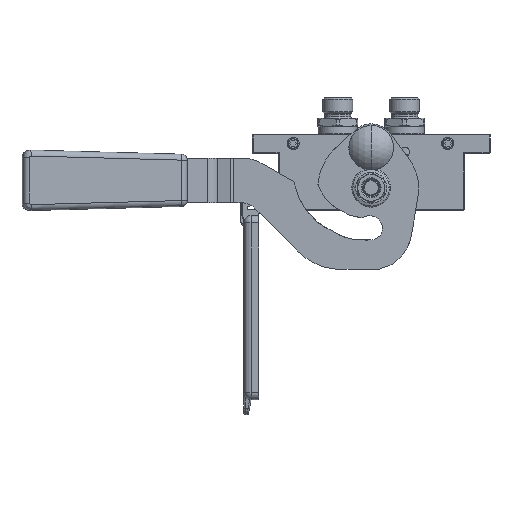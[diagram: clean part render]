
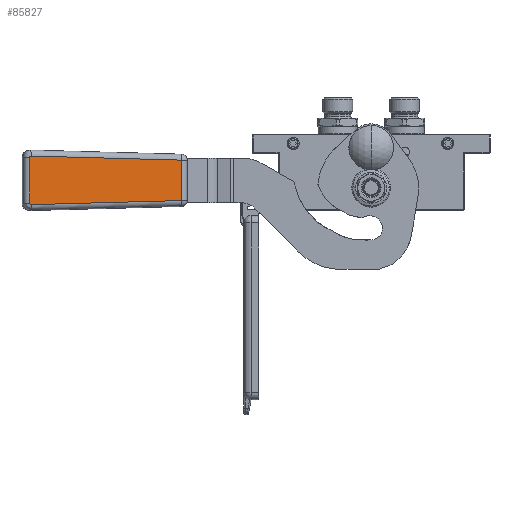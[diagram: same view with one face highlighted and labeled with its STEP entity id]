
A CAD part, front view. The second image highlights one B-rep face of the part: STEP entity #85827.
In plain terms, the highlighted face is planar.
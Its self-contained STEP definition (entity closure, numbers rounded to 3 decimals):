
#5401 = CARTESIAN_POINT ( 'NONE',  ( -13.607, 14.553, -107.054 ) ) ;
#5586 = VERTEX_POINT ( 'NONE', #5401 ) ;
#6434 = VECTOR ( 'NONE', #29040, 1000. ) ;
#7048 = VERTEX_POINT ( 'NONE', #91391 ) ;
#7737 = ORIENTED_EDGE ( 'NONE', *, *, #32115, .F. ) ;
#8552 = EDGE_CURVE ( 'NONE', #35767, #35464, #45330, .T. ) ;
#8562 = CARTESIAN_POINT ( 'NONE',  ( 16.209, 15.939, -4.509 ) ) ;
#10988 = CARTESIAN_POINT ( 'NONE',  ( -16.363, 15.931, -5.081 ) ) ;
#12217 = DIRECTION ( 'NONE',  ( 0., -0.014, -1. ) ) ;
#12262 = DIRECTION ( 'NONE',  ( 0.027, -0.014, -1. ) ) ;
#12635 = CARTESIAN_POINT ( 'NONE',  ( 15.363, 15.945, -4.054 ) ) ;
#13444 = LINE ( 'NONE', #95515, #6434 ) ;
#14351 = CARTESIAN_POINT ( 'NONE',  ( -16.301, 15.937, -4.688 ) ) ;
#15362 = ORIENTED_EDGE ( 'NONE', *, *, #82019, .F. ) ;
#16201 = EDGE_LOOP ( 'NONE', ( #7737, #15362, #27734, #18708, #58267, #33746 ) ) ;
#16327 = FACE_OUTER_BOUND ( 'NONE', #16201, .T. ) ;
#18708 = ORIENTED_EDGE ( 'NONE', *, *, #95113, .F. ) ;
#19896 = EDGE_CURVE ( 'NONE', #7048, #35767, #60599, .T. ) ;
#20308 = VERTEX_POINT ( 'NONE', #71142 ) ;
#20878 = VECTOR ( 'NONE', #94578, 1000. ) ;
#21926 = CARTESIAN_POINT ( 'NONE',  ( -16.355, 15.934, -4.882 ) ) ;
#24901 = CARTESIAN_POINT ( 'NONE',  ( 16.363, 15.931, -5.081 ) ) ;
#25401 = AXIS2_PLACEMENT_3D ( 'NONE', #55956, #41322, #12217 ) ;
#26294 = PLANE ( 'NONE',  #25401 ) ;
#27734 = ORIENTED_EDGE ( 'NONE', *, *, #79153, .F. ) ;
#29040 = DIRECTION ( 'NONE',  ( 1., 0., 0. ) ) ;
#29426 = CARTESIAN_POINT ( 'NONE',  ( -16.364, 15.932, -5.014 ) ) ;
#32115 = EDGE_CURVE ( 'NONE', #5586, #7048, #13444, .T. ) ;
#32421 = CARTESIAN_POINT ( 'NONE',  ( 16.355, 15.934, -4.882 ) ) ;
#32757 = CARTESIAN_POINT ( 'NONE',  ( 15.754, 15.944, -4.127 ) ) ;
#33746 = ORIENTED_EDGE ( 'NONE', *, *, #19896, .F. ) ;
#35464 = VERTEX_POINT ( 'NONE', #12635 ) ;
#35767 = VERTEX_POINT ( 'NONE', #60531 ) ;
#37570 = CARTESIAN_POINT ( 'NONE',  ( -15.754, 15.944, -4.127 ) ) ;
#41322 = DIRECTION ( 'NONE',  ( 0., -1., 0.014 ) ) ;
#41536 = CARTESIAN_POINT ( 'NONE',  ( 15.562, 15.945, -4.067 ) ) ;
#45055 = CARTESIAN_POINT ( 'NONE',  ( -15.562, 15.945, -4.067 ) ) ;
#45330 = B_SPLINE_CURVE_WITH_KNOTS ( 'NONE', 3,
 ( #24901, #77076, #32421, #53249, #8562, #46128, #53573, #32757, #41536, #55221, #77722 ),
 .UNSPECIFIED., .F., .F.,
 ( 4, 1, 1, 1, 1, 1, 1, 1, 4 ),
 ( 0., 0.125, 0.25, 0.375, 0.5, 0.625, 0.75, 0.875, 1. ),
 .UNSPECIFIED. ) ;
#46128 = CARTESIAN_POINT ( 'NONE',  ( 16.084, 15.941, -4.352 ) ) ;
#47830 = VECTOR ( 'NONE', #81959, 1000. ) ;
#49959 = CARTESIAN_POINT ( 'NONE',  ( 15.363, 15.945, -4.054 ) ) ;
#50697 = LINE ( 'NONE', #10988, #71653 ) ;
#51527 = VERTEX_POINT ( 'NONE', #87256 ) ;
#52543 = CARTESIAN_POINT ( 'NONE',  ( -16.084, 15.941, -4.352 ) ) ;
#53249 = CARTESIAN_POINT ( 'NONE',  ( 16.301, 15.937, -4.688 ) ) ;
#53573 = CARTESIAN_POINT ( 'NONE',  ( 15.931, 15.943, -4.223 ) ) ;
#55221 = CARTESIAN_POINT ( 'NONE',  ( 15.43, 15.945, -4.054 ) ) ;
#55956 = CARTESIAN_POINT ( 'NONE',  ( 50., 16., 0. ) ) ;
#58267 = ORIENTED_EDGE ( 'NONE', *, *, #8552, .F. ) ;
#60531 = CARTESIAN_POINT ( 'NONE',  ( 16.363, 15.931, -5.081 ) ) ;
#60599 = LINE ( 'NONE', #65674, #47830 ) ;
#65674 = CARTESIAN_POINT ( 'NONE',  ( 13.607, 14.553, -107.054 ) ) ;
#71142 = CARTESIAN_POINT ( 'NONE',  ( -16.363, 15.931, -5.081 ) ) ;
#71653 = VECTOR ( 'NONE', #12262, 1000. ) ;
#74397 = CARTESIAN_POINT ( 'NONE',  ( -15.363, 15.945, -4.054 ) ) ;
#77076 = CARTESIAN_POINT ( 'NONE',  ( 16.364, 15.932, -5.014 ) ) ;
#77722 = CARTESIAN_POINT ( 'NONE',  ( 15.363, 15.945, -4.054 ) ) ;
#79153 = EDGE_CURVE ( 'NONE', #51527, #20308, #80691, .T. ) ;
#80398 = LINE ( 'NONE', #49959, #20878 ) ;
#80691 = B_SPLINE_CURVE_WITH_KNOTS ( 'NONE', 3,
 ( #74397, #82223, #45055, #37570, #89657, #52543, #96192, #14351, #21926, #29426, #81579 ),
 .UNSPECIFIED., .F., .F.,
 ( 4, 1, 1, 1, 1, 1, 1, 1, 4 ),
 ( 0., 0.125, 0.25, 0.375, 0.5, 0.625, 0.75, 0.875, 1. ),
 .UNSPECIFIED. ) ;
#81579 = CARTESIAN_POINT ( 'NONE',  ( -16.363, 15.931, -5.081 ) ) ;
#81959 = DIRECTION ( 'NONE',  ( 0.027, 0.014, 1. ) ) ;
#82019 = EDGE_CURVE ( 'NONE', #20308, #5586, #50697, .T. ) ;
#82223 = CARTESIAN_POINT ( 'NONE',  ( -15.43, 15.945, -4.054 ) ) ;
#85827 = ADVANCED_FACE ( 'NONE', ( #16327 ), #26294, .F. ) ;
#87256 = CARTESIAN_POINT ( 'NONE',  ( -15.363, 15.945, -4.054 ) ) ;
#89657 = CARTESIAN_POINT ( 'NONE',  ( -15.931, 15.943, -4.223 ) ) ;
#91391 = CARTESIAN_POINT ( 'NONE',  ( 13.607, 14.553, -107.054 ) ) ;
#94578 = DIRECTION ( 'NONE',  ( -1., 0., 0. ) ) ;
#95113 = EDGE_CURVE ( 'NONE', #35464, #51527, #80398, .T. ) ;
#95515 = CARTESIAN_POINT ( 'NONE',  ( -13.607, 14.553, -107.054 ) ) ;
#96192 = CARTESIAN_POINT ( 'NONE',  ( -16.209, 15.939, -4.509 ) ) ;
